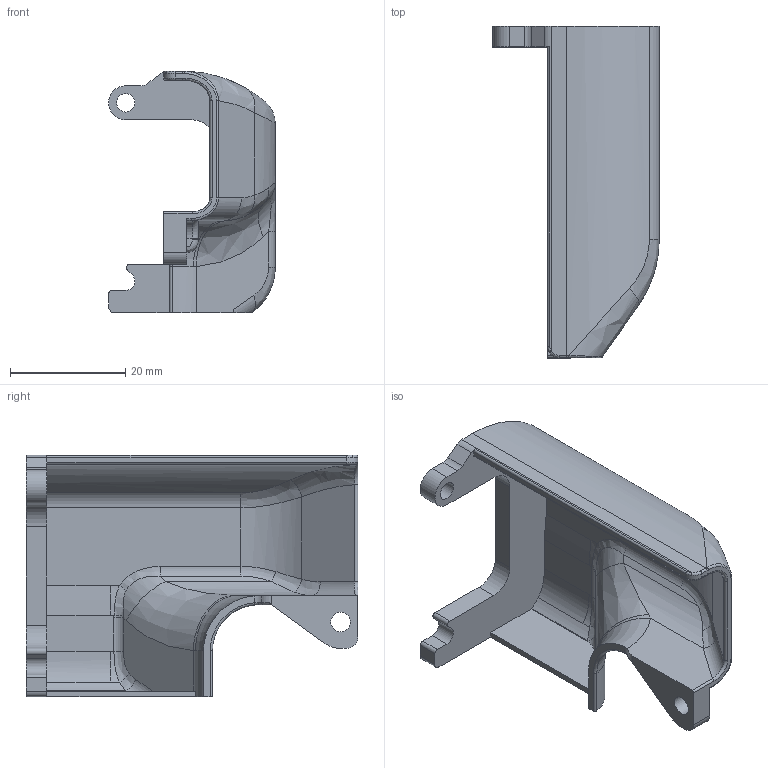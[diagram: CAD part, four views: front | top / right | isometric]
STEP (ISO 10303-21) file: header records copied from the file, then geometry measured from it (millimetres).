
FILE_DESCRIPTION(/* description */ (''),/* implementation_level */ '2;1');
FILE_NAME(/* name */ 'cover_part v10.step',/* time_stamp */ '2022-01-21T12:40:14+08:00',/* author */ (''),/* organization */ (''),/* preprocessor_version */ 'ST-DEVELOPER v18.1',/* originating_system */ 'Autodesk Translation Framework v10.10.0.1391',/* authorisation */ '');
FILE_SCHEMA (('AUTOMOTIVE_DESIGN { 1 0 10303 214 3 1 1 }'));
Length unit declared in the file: millimetre
Products named in the file (1): cover_part
Bounding box: 28.95 x 57.65 x 42 mm (x, y, z)
Volume: 7793.9 mm3; surface area: 8791.4 mm2
Topology: 1 solids, 1 shells, 130 faces, 334 edges, 206 vertices
Faces by surface type: cylinder 50, plane 38, bspline 35, torus 7
Full cylindrical faces by diameter (mm): 3.2 x1, 3.4 x1
Entity records: 4880 total; most frequent: CARTESIAN_POINT 1737, ORIENTED_EDGE 668, DIRECTION 636, EDGE_CURVE 334, AXIS2_PLACEMENT_3D 243, VERTEX_POINT 206, LINE 150, VECTOR 150
